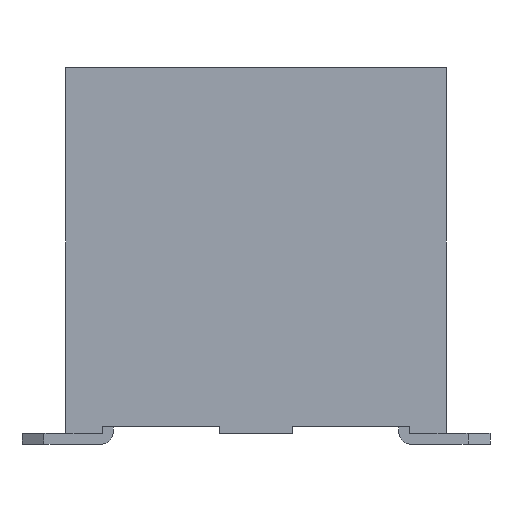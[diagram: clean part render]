
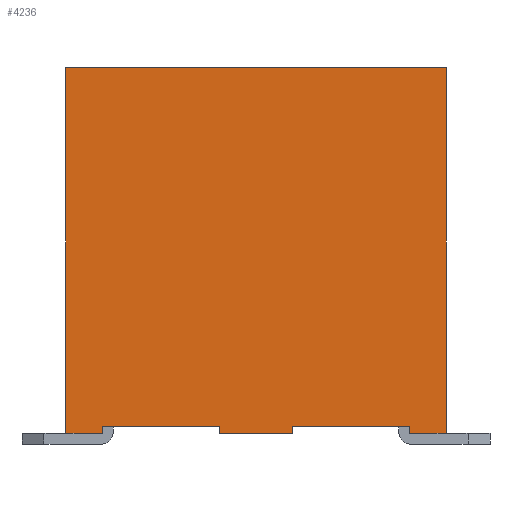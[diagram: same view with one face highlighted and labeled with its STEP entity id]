
A CAD part, left-side view. The second image highlights one B-rep face of the part: STEP entity #4236.
In plain terms, the highlighted face is planar.
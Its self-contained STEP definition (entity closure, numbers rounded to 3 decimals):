
#88 = VERTEX_POINT ( 'NONE', #4121 ) ;
#199 = ORIENTED_EDGE ( 'NONE', *, *, #5061, .F. ) ;
#210 = EDGE_CURVE ( 'NONE', #2142, #245, #4158, .T. ) ;
#245 = VERTEX_POINT ( 'NONE', #5357 ) ;
#259 = VECTOR ( 'NONE', #2595, 1000. ) ;
#327 = CARTESIAN_POINT ( 'NONE',  ( 0.5, 1.3, 4.15 ) ) ;
#408 = DIRECTION ( 'NONE',  ( 0., 0., -1. ) ) ;
#497 = ORIENTED_EDGE ( 'NONE', *, *, #789, .F. ) ;
#533 = DIRECTION ( 'NONE',  ( 0., 0., 1. ) ) ;
#621 = CARTESIAN_POINT ( 'NONE',  ( -2.6, 1.3, 5.15 ) ) ;
#624 = VERTEX_POINT ( 'NONE', #2822 ) ;
#738 = LINE ( 'NONE', #3641, #2803 ) ;
#739 = VECTOR ( 'NONE', #2449, 1000. ) ;
#753 = LINE ( 'NONE', #5194, #1344 ) ;
#789 = EDGE_CURVE ( 'NONE', #624, #3734, #2246, .T. ) ;
#838 = DIRECTION ( 'NONE',  ( 0., 0., -1. ) ) ;
#883 = CARTESIAN_POINT ( 'NONE',  ( -2.1, 1.3, 4.15 ) ) ;
#947 = VECTOR ( 'NONE', #3245, 1000. ) ;
#1084 = FACE_OUTER_BOUND ( 'NONE', #1237, .T. ) ;
#1129 = CARTESIAN_POINT ( 'NONE',  ( -0.5, 1.3, 0.25 ) ) ;
#1132 = VECTOR ( 'NONE', #3626, 1000. ) ;
#1135 = ORIENTED_EDGE ( 'NONE', *, *, #2131, .F. ) ;
#1167 = CARTESIAN_POINT ( 'NONE',  ( 0., 1.3, 0.25 ) ) ;
#1191 = EDGE_CURVE ( 'NONE', #3734, #88, #3251, .T. ) ;
#1237 = EDGE_LOOP ( 'NONE', ( #1696, #3679, #4542, #199, #1512, #497, #1135, #4785, #2582, #1607, #4759, #1396 ) ) ;
#1268 = AXIS2_PLACEMENT_3D ( 'NONE', #5058, #2889, #408 ) ;
#1303 = VECTOR ( 'NONE', #2994, 1000. ) ;
#1311 = DIRECTION ( 'NONE',  ( 0., 0., 1. ) ) ;
#1344 = VECTOR ( 'NONE', #4331, 1000. ) ;
#1371 = LINE ( 'NONE', #2192, #259 ) ;
#1396 = ORIENTED_EDGE ( 'NONE', *, *, #4102, .F. ) ;
#1418 = EDGE_CURVE ( 'NONE', #5262, #5276, #2214, .T. ) ;
#1421 = CARTESIAN_POINT ( 'NONE',  ( -2.1, 1.3, 0.15 ) ) ;
#1427 = CARTESIAN_POINT ( 'NONE',  ( 0.5, 1.3, 0.15 ) ) ;
#1512 = ORIENTED_EDGE ( 'NONE', *, *, #1191, .F. ) ;
#1607 = ORIENTED_EDGE ( 'NONE', *, *, #4560, .F. ) ;
#1630 = LINE ( 'NONE', #4235, #3852 ) ;
#1696 = ORIENTED_EDGE ( 'NONE', *, *, #210, .F. ) ;
#1775 = EDGE_CURVE ( 'NONE', #4475, #3371, #5378, .T. ) ;
#1793 = EDGE_CURVE ( 'NONE', #4496, #2514, #1630, .T. ) ;
#1943 = CARTESIAN_POINT ( 'NONE',  ( 2.6, 1.3, 5.15 ) ) ;
#2021 = VECTOR ( 'NONE', #838, 1000. ) ;
#2131 = EDGE_CURVE ( 'NONE', #2174, #624, #753, .T. ) ;
#2142 = VERTEX_POINT ( 'NONE', #1427 ) ;
#2174 = VERTEX_POINT ( 'NONE', #621 ) ;
#2192 = CARTESIAN_POINT ( 'NONE',  ( 0., 1.3, 0.25 ) ) ;
#2214 = LINE ( 'NONE', #3013, #4444 ) ;
#2246 = LINE ( 'NONE', #2356, #1132 ) ;
#2356 = CARTESIAN_POINT ( 'NONE',  ( 0., 1.3, 0.15 ) ) ;
#2449 = DIRECTION ( 'NONE',  ( -1., 0., 0. ) ) ;
#2494 = EDGE_CURVE ( 'NONE', #5276, #2174, #5047, .T. ) ;
#2514 = VERTEX_POINT ( 'NONE', #5166 ) ;
#2582 = ORIENTED_EDGE ( 'NONE', *, *, #1418, .F. ) ;
#2595 = DIRECTION ( 'NONE',  ( 1., 0., 0. ) ) ;
#2747 = CARTESIAN_POINT ( 'NONE',  ( 2.1, 1.3, 0.25 ) ) ;
#2803 = VECTOR ( 'NONE', #4090, 1000. ) ;
#2804 = LINE ( 'NONE', #5413, #739 ) ;
#2822 = CARTESIAN_POINT ( 'NONE',  ( -2.6, 1.3, 0.15 ) ) ;
#2837 = CARTESIAN_POINT ( 'NONE',  ( 2.1, 1.3, 0.15 ) ) ;
#2840 = EDGE_CURVE ( 'NONE', #2142, #2514, #2804, .T. ) ;
#2889 = DIRECTION ( 'NONE',  ( 0., -1., 0. ) ) ;
#2994 = DIRECTION ( 'NONE',  ( -1., 0., 0. ) ) ;
#3013 = CARTESIAN_POINT ( 'NONE',  ( 2.6, 1.3, 4.15 ) ) ;
#3222 = LINE ( 'NONE', #1167, #4234 ) ;
#3245 = DIRECTION ( 'NONE',  ( 0., 0., 1. ) ) ;
#3251 = LINE ( 'NONE', #883, #4259 ) ;
#3353 = CARTESIAN_POINT ( 'NONE',  ( 2.1, 1.3, 4.15 ) ) ;
#3371 = VERTEX_POINT ( 'NONE', #2837 ) ;
#3626 = DIRECTION ( 'NONE',  ( 1., 0., 0. ) ) ;
#3641 = CARTESIAN_POINT ( 'NONE',  ( 0., 1.3, 0.15 ) ) ;
#3679 = ORIENTED_EDGE ( 'NONE', *, *, #2840, .T. ) ;
#3715 = PLANE ( 'NONE',  #1268 ) ;
#3734 = VERTEX_POINT ( 'NONE', #1421 ) ;
#3771 = DIRECTION ( 'NONE',  ( 0., 0., -1. ) ) ;
#3825 = CARTESIAN_POINT ( 'NONE',  ( 0., 1.3, 5.15 ) ) ;
#3852 = VECTOR ( 'NONE', #3771, 1000. ) ;
#4090 = DIRECTION ( 'NONE',  ( 1., 0., 0. ) ) ;
#4102 = EDGE_CURVE ( 'NONE', #245, #4475, #3222, .T. ) ;
#4121 = CARTESIAN_POINT ( 'NONE',  ( -2.1, 1.3, 0.25 ) ) ;
#4158 = LINE ( 'NONE', #327, #947 ) ;
#4234 = VECTOR ( 'NONE', #4515, 1000. ) ;
#4235 = CARTESIAN_POINT ( 'NONE',  ( -0.5, 1.3, 4.15 ) ) ;
#4236 = ADVANCED_FACE ( 'NONE', ( #1084 ), #3715, .F. ) ;
#4259 = VECTOR ( 'NONE', #1311, 1000. ) ;
#4331 = DIRECTION ( 'NONE',  ( 0., 0., -1. ) ) ;
#4444 = VECTOR ( 'NONE', #533, 1000. ) ;
#4475 = VERTEX_POINT ( 'NONE', #2747 ) ;
#4496 = VERTEX_POINT ( 'NONE', #1129 ) ;
#4515 = DIRECTION ( 'NONE',  ( 1., 0., 0. ) ) ;
#4542 = ORIENTED_EDGE ( 'NONE', *, *, #1793, .F. ) ;
#4560 = EDGE_CURVE ( 'NONE', #3371, #5262, #738, .T. ) ;
#4759 = ORIENTED_EDGE ( 'NONE', *, *, #1775, .F. ) ;
#4785 = ORIENTED_EDGE ( 'NONE', *, *, #2494, .F. ) ;
#4889 = CARTESIAN_POINT ( 'NONE',  ( 2.6, 1.3, 0.15 ) ) ;
#5047 = LINE ( 'NONE', #3825, #1303 ) ;
#5058 = CARTESIAN_POINT ( 'NONE',  ( 0., 1.3, 4.15 ) ) ;
#5061 = EDGE_CURVE ( 'NONE', #88, #4496, #1371, .T. ) ;
#5166 = CARTESIAN_POINT ( 'NONE',  ( -0.5, 1.3, 0.15 ) ) ;
#5194 = CARTESIAN_POINT ( 'NONE',  ( -2.6, 1.3, 4.15 ) ) ;
#5262 = VERTEX_POINT ( 'NONE', #4889 ) ;
#5276 = VERTEX_POINT ( 'NONE', #1943 ) ;
#5357 = CARTESIAN_POINT ( 'NONE',  ( 0.5, 1.3, 0.25 ) ) ;
#5378 = LINE ( 'NONE', #3353, #2021 ) ;
#5413 = CARTESIAN_POINT ( 'NONE',  ( 0., 1.3, 0.15 ) ) ;
